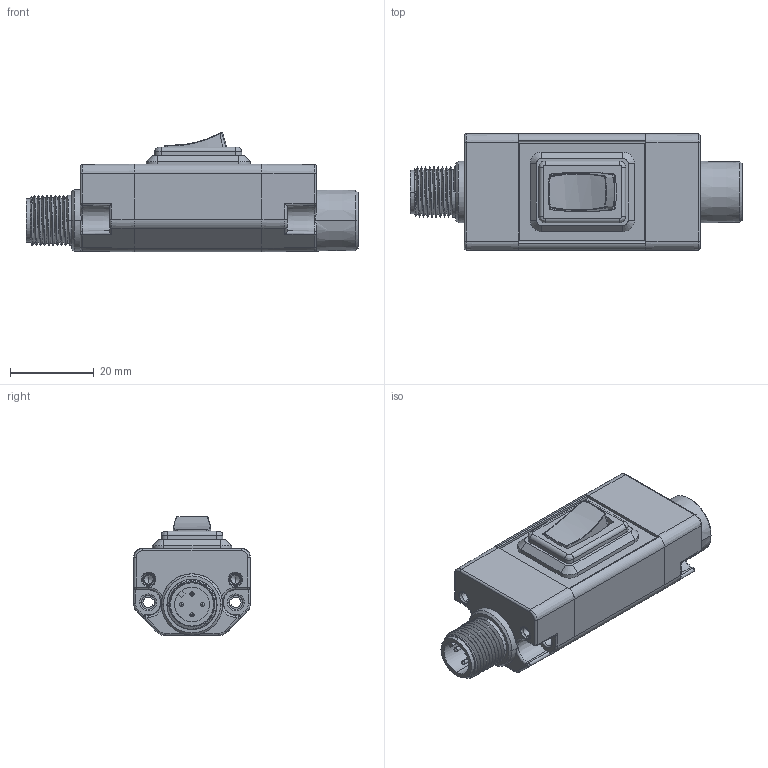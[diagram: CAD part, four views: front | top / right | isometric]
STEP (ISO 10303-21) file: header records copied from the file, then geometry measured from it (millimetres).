
FILE_DESCRIPTION((''),'2;1');
FILE_NAME('171184_ASM','2014-01-30T',('pdmadmin'),(''),'PRO/ENGINEER BY PARAMETRIC TECHNOLOGY CORPORATION, 2013230','PRO/ENGINEER BY PARAMETRIC TECHNOLOGY CORPORATION, 2013230','');
FILE_SCHEMA(('CONFIG_CONTROL_DESIGN'));
Products named in the file (27): 171016_AF0; 171182_ASM; 153080_AF0; 145997_HSG; 306-00249_AF0; 306-00249_AF1; 306-00249_AF2; 306-00249_AF3; 307-00176; 145997_AF0_ASM; 154144; 154145; 134569_AF0; 154111_ASM; 153079; 08427; 174959; R1966_TERM_S_0_50MM_THK_; MANIFOLD_SOLID_BREP_29213; R1966_HOUSING_SOLDER_UL94V0_LED_ASM; 3_TERM_BOARD; R1966_TERM_S; 1966_HSNG_BRD_2_TERM_ASM; ACUATOR_G; M300105_ASM; 157030_ASM; 171184_ASM
Assembly tree (26 placements, depth 6):
  171184_ASM
    171182_ASM
      171016_AF0
    154111_ASM
      153080_AF0
      145997_AF0_ASM
        145997_HSG
        306-00249_AF0
        306-00249_AF1
        306-00249_AF2
        306-00249_AF3
        307-00176
      154144
      154145
      134569_AF0
    153079
    08427
    174959
    157030_ASM
      M300105_ASM
        1966_HSNG_BRD_2_TERM_ASM
          R1966_TERM_S_0_50MM_THK_
          R1966_HOUSING_SOLDER_UL94V0_LED_ASM
            MANIFOLD_SOLID_BREP_29213
          3_TERM_BOARD
          R1966_TERM_S
        ACUATOR_G
Bounding box: 79.5 x 28 x 28.63 mm (x, y, z)
Volume: 17373.6 mm3; surface area: 23213.6 mm2
Topology: 19 solids, 23 shells, 1554 faces, 4027 edges, 2566 vertices
Faces by surface type: plane 716, cylinder 423, cone 147, bspline 128, torus 91, extrusion 40, sphere 9
Entity records: 59182 total; most frequent: CARTESIAN_POINT 20994, ORIENTED_EDGE 8022, DIRECTION 7667, EDGE_CURVE 4019, AXIS2_PLACEMENT_3D 2673, VERTEX_POINT 2566, VECTOR 2321, LINE 2281
